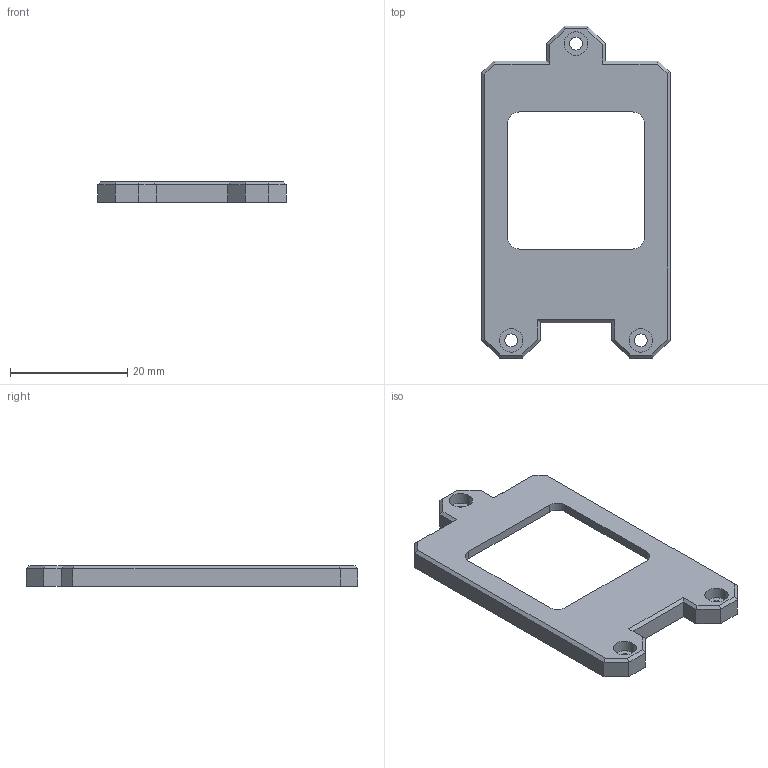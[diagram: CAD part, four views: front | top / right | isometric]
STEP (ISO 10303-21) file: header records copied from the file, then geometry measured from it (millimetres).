
FILE_DESCRIPTION(('HOOPS Exchange Step'),'2;1');
FILE_NAME('temp_export','2023-11-30T00:25:22-16:00',('zeder'),('Shapr3D Limited'),'HOOPS Exchange 2023.2','Shapr3D','Authorized');
FILE_SCHEMA( ('AUTOMOTIVE_DESIGN { 1 0 10303 214 1 1 1 1 }') );
Length unit declared in the file: millimetre
Products named in the file (2): 定位板; root
Assembly tree (1 placements, depth 2):
  root
    定位板
Bounding box: 32.16 x 56.66 x 3.5 mm (x, y, z)
Volume: 2840.6 mm3; surface area: 3146.6 mm2
Topology: 1 solids, 1 shells, 77 faces, 186 edges, 120 vertices
Faces by surface type: plane 63, cylinder 14
Full cylindrical faces by diameter (mm): 1.6 x4, 2.2 x3, 4 x3
Entity records: 2279 total; most frequent: CARTESIAN_POINT 385, DIRECTION 380, ORIENTED_EDGE 372, EDGE_CURVE 186, VECTOR 150, LINE 150, VERTEX_POINT 120, AXIS2_PLACEMENT_3D 115
